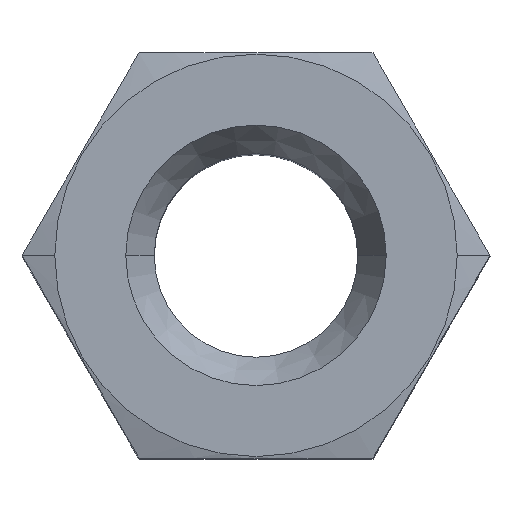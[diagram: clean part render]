
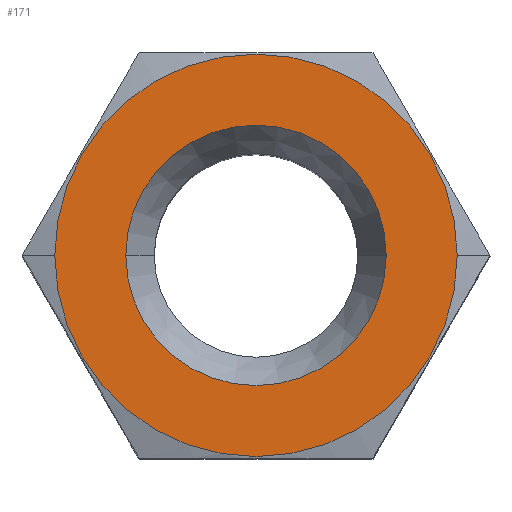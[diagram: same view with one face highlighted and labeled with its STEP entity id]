
A CAD part, top view. The second image highlights one B-rep face of the part: STEP entity #171.
In plain terms, the highlighted planar face has unit normal (0, 0, 1).
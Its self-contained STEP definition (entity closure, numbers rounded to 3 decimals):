
#109=VERTEX_POINT('',#291);
#133=VERTEX_POINT('',#319);
#159=VERTEX_POINT('',#350);
#171=ADVANCED_FACE('',(#362,#363),#364,.T.);
#187=VERTEX_POINT('',#380);
#215=EDGE_CURVE('',#187,#109,#411,.T.);
#237=EDGE_CURVE('',#109,#187,#436,.T.);
#259=EDGE_CURVE('',#159,#133,#459,.T.);
#271=EDGE_CURVE('',#133,#159,#473,.T.);
#291=CARTESIAN_POINT('',(4.945,0.,0.));
#319=CARTESIAN_POINT('',(3.2,0.,0.));
#350=CARTESIAN_POINT('',(-3.2,0.,0.));
#362=FACE_BOUND('',#619,.T.);
#363=FACE_OUTER_BOUND('',#620,.T.);
#364=PLANE('',#621);
#380=CARTESIAN_POINT('',(-4.945,0.,0.));
#411=CIRCLE('',#724,4.945);
#436=CIRCLE('',#767,4.945);
#459=CIRCLE('',#811,3.2);
#473=CIRCLE('',#828,3.2);
#619=EDGE_LOOP('',(#925,#926));
#620=EDGE_LOOP('',(#927,#928));
#621=AXIS2_PLACEMENT_3D('',#929,#930,#931);
#724=AXIS2_PLACEMENT_3D('',#967,#968,#969);
#767=AXIS2_PLACEMENT_3D('',#994,#995,#996);
#811=AXIS2_PLACEMENT_3D('',#1012,#1013,#1014);
#828=AXIS2_PLACEMENT_3D('',#1032,#1033,#1034);
#925=ORIENTED_EDGE('',*,*,#259,.T.);
#926=ORIENTED_EDGE('',*,*,#271,.T.);
#927=ORIENTED_EDGE('',*,*,#215,.T.);
#928=ORIENTED_EDGE('',*,*,#237,.T.);
#929=CARTESIAN_POINT('',(-3.723,0.,0.));
#930=DIRECTION('',(0.0,0.0,1.0));
#931=DIRECTION('',(1.0,0.,0.0));
#967=CARTESIAN_POINT('',(0.,0.,0.));
#968=DIRECTION('',(0.0,0.0,1.0));
#969=DIRECTION('',(-1.0,0.,0.0));
#994=CARTESIAN_POINT('',(0.,0.,0.));
#995=DIRECTION('',(0.0,0.0,1.0));
#996=DIRECTION('',(-1.0,0.,0.0));
#1012=CARTESIAN_POINT('',(0.,0.,0.));
#1013=DIRECTION('',(0.0,0.0,-1.0));
#1014=DIRECTION('',(-1.0,0.,0.0));
#1032=CARTESIAN_POINT('',(0.,0.,0.));
#1033=DIRECTION('',(0.0,0.0,-1.0));
#1034=DIRECTION('',(-1.0,0.,0.0));
